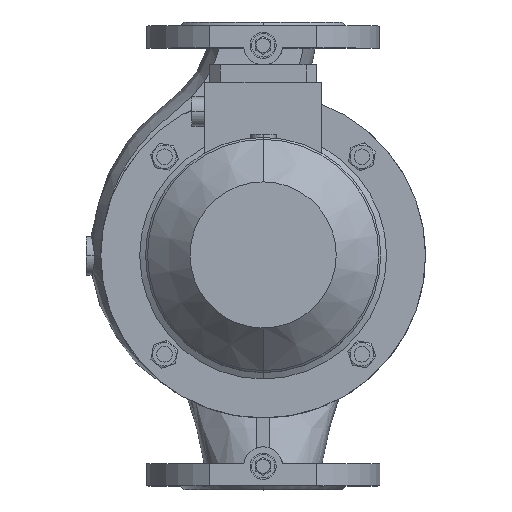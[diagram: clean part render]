
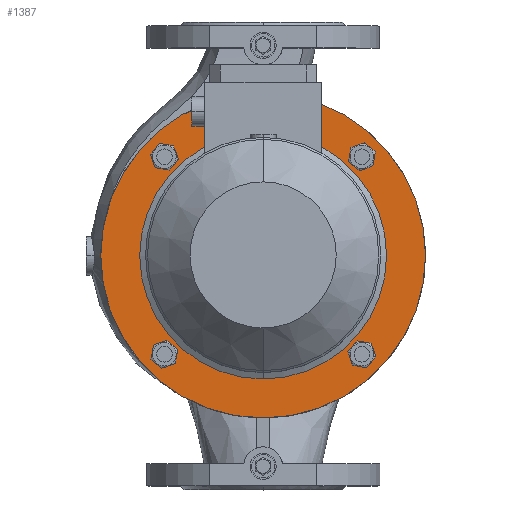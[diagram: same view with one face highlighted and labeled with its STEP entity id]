
A CAD part, top view. The second image highlights one B-rep face of the part: STEP entity #1387.
In plain terms, the highlighted planar face has unit normal (0, 0, 1).
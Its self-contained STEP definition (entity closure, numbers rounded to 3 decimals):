
#9 = EDGE_CURVE ( 'NONE', #28928, #4395, #30913, .T. ) ;
#226 = DIRECTION ( 'NONE',  ( 0., 0., -1. ) ) ;
#540 = CARTESIAN_POINT ( 'NONE',  ( 0., 125., 173. ) ) ;
#590 = DIRECTION ( 'NONE',  ( 0., -1., 0. ) ) ;
#999 = DIRECTION ( 'NONE',  ( 0., -1., 0. ) ) ;
#1175 = CARTESIAN_POINT ( 'NONE',  ( 76.014, 76.014, 173. ) ) ;
#1306 = AXIS2_PLACEMENT_3D ( 'NONE', #8338, #5340, #590 ) ;
#1349 = EDGE_CURVE ( 'NONE', #19266, #24857, #23339, .T. ) ;
#1387 = ADVANCED_FACE ( 'NONE', ( #25699, #14938, #16543, #8571, #12966, #7348 ), #28257, .T. ) ;
#1439 = AXIS2_PLACEMENT_3D ( 'NONE', #21045, #226, #2993 ) ;
#1457 = EDGE_CURVE ( 'NONE', #18802, #27480, #26866, .T. ) ;
#1643 = ORIENTED_EDGE ( 'NONE', *, *, #9, .F. ) ;
#2333 = DIRECTION ( 'NONE',  ( 0., 1., 0. ) ) ;
#2511 = DIRECTION ( 'NONE',  ( 0., 0., -1. ) ) ;
#2945 = DIRECTION ( 'NONE',  ( 0., 0., -1. ) ) ;
#2993 = DIRECTION ( 'NONE',  ( 0., 1., 0. ) ) ;
#3356 = VERTEX_POINT ( 'NONE', #27610 ) ;
#3426 = CARTESIAN_POINT ( 'NONE',  ( 76.014, -76.014, 173. ) ) ;
#3551 = EDGE_LOOP ( 'NONE', ( #29776, #7050 ) ) ;
#3710 = DIRECTION ( 'NONE',  ( 0., 0., -1. ) ) ;
#4136 = EDGE_CURVE ( 'NONE', #4395, #28928, #7674, .T. ) ;
#4295 = DIRECTION ( 'NONE',  ( 0., -1., 0. ) ) ;
#4395 = VERTEX_POINT ( 'NONE', #22148 ) ;
#4696 = VERTEX_POINT ( 'NONE', #540 ) ;
#5340 = DIRECTION ( 'NONE',  ( 0., 0., -1. ) ) ;
#6095 = EDGE_CURVE ( 'NONE', #13895, #3356, #25237, .T. ) ;
#7050 = ORIENTED_EDGE ( 'NONE', *, *, #20530, .T. ) ;
#7348 = FACE_OUTER_BOUND ( 'NONE', #26793, .T. ) ;
#7615 = AXIS2_PLACEMENT_3D ( 'NONE', #3426, #31339, #999 ) ;
#7674 = CIRCLE ( 'NONE', #30666, 9.025 ) ;
#8338 = CARTESIAN_POINT ( 'NONE',  ( 76.014, 76.014, 173. ) ) ;
#8420 = CARTESIAN_POINT ( 'NONE',  ( 0., 0., 173. ) ) ;
#8443 = CARTESIAN_POINT ( 'NONE',  ( -76.014, 76.014, 173. ) ) ;
#8571 = FACE_BOUND ( 'NONE', #25240, .T. ) ;
#8945 = EDGE_CURVE ( 'NONE', #20958, #15545, #9983, .T. ) ;
#9224 = EDGE_CURVE ( 'NONE', #4696, #24070, #17093, .T. ) ;
#9434 = AXIS2_PLACEMENT_3D ( 'NONE', #1175, #3710, #21541 ) ;
#9983 = CIRCLE ( 'NONE', #13126, 9.025 ) ;
#10455 = CIRCLE ( 'NONE', #19534, 9.025 ) ;
#10646 = EDGE_LOOP ( 'NONE', ( #17983, #19507 ) ) ;
#11557 = CARTESIAN_POINT ( 'NONE',  ( 77.581, 84.902, 173. ) ) ;
#11980 = CARTESIAN_POINT ( 'NONE',  ( 67.126, -74.447, 173. ) ) ;
#12291 = CARTESIAN_POINT ( 'NONE',  ( 0., 0., 173. ) ) ;
#12406 = EDGE_LOOP ( 'NONE', ( #17725, #22694 ) ) ;
#12886 = CARTESIAN_POINT ( 'NONE',  ( -67.126, 74.447, 173. ) ) ;
#12966 = FACE_BOUND ( 'NONE', #3551, .T. ) ;
#13027 = CARTESIAN_POINT ( 'NONE',  ( 0., 125., 173. ) ) ;
#13126 = AXIS2_PLACEMENT_3D ( 'NONE', #26052, #28393, #28501 ) ;
#13253 = DIRECTION ( 'NONE',  ( 0., 0., 1. ) ) ;
#13378 = DIRECTION ( 'NONE',  ( 0., 0., 1. ) ) ;
#13462 = DIRECTION ( 'NONE',  ( 0., 1., 0. ) ) ;
#13895 = VERTEX_POINT ( 'NONE', #11557 ) ;
#13932 = AXIS2_PLACEMENT_3D ( 'NONE', #17907, #2511, #29875 ) ;
#14442 = CARTESIAN_POINT ( 'NONE',  ( -76.014, 76.014, 173. ) ) ;
#14938 = FACE_BOUND ( 'NONE', #10646, .T. ) ;
#15545 = VERTEX_POINT ( 'NONE', #21798 ) ;
#16543 = FACE_BOUND ( 'NONE', #12406, .T. ) ;
#17093 = CIRCLE ( 'NONE', #18890, 125. ) ;
#17221 = AXIS2_PLACEMENT_3D ( 'NONE', #8420, #21799, #13462 ) ;
#17404 = DIRECTION ( 'NONE',  ( 0., 1., 0. ) ) ;
#17604 = CARTESIAN_POINT ( 'NONE',  ( 0., 0., 173. ) ) ;
#17725 = ORIENTED_EDGE ( 'NONE', *, *, #8945, .T. ) ;
#17907 = CARTESIAN_POINT ( 'NONE',  ( -76.014, -76.014, 173. ) ) ;
#17983 = ORIENTED_EDGE ( 'NONE', *, *, #1457, .T. ) ;
#18226 = CARTESIAN_POINT ( 'NONE',  ( 76.014, -76.014, 173. ) ) ;
#18802 = VERTEX_POINT ( 'NONE', #11980 ) ;
#18890 = AXIS2_PLACEMENT_3D ( 'NONE', #17604, #30384, #2333 ) ;
#19253 = EDGE_CURVE ( 'NONE', #27480, #18802, #10455, .T. ) ;
#19266 = VERTEX_POINT ( 'NONE', #28645 ) ;
#19480 = ORIENTED_EDGE ( 'NONE', *, *, #9224, .F. ) ;
#19507 = ORIENTED_EDGE ( 'NONE', *, *, #19253, .T. ) ;
#19534 = AXIS2_PLACEMENT_3D ( 'NONE', #18226, #2945, #21106 ) ;
#20342 = CIRCLE ( 'NONE', #17221, 95. ) ;
#20530 = EDGE_CURVE ( 'NONE', #24857, #19266, #20342, .T. ) ;
#20663 = EDGE_LOOP ( 'NONE', ( #29039, #30076 ) ) ;
#20958 = VERTEX_POINT ( 'NONE', #25554 ) ;
#21045 = CARTESIAN_POINT ( 'NONE',  ( 0., 0., 173. ) ) ;
#21106 = DIRECTION ( 'NONE',  ( 0., -1., 0. ) ) ;
#21134 = ORIENTED_EDGE ( 'NONE', *, *, #4136, .F. ) ;
#21541 = DIRECTION ( 'NONE',  ( 0., -1., 0. ) ) ;
#21798 = CARTESIAN_POINT ( 'NONE',  ( -77.581, -84.902, 173. ) ) ;
#21799 = DIRECTION ( 'NONE',  ( 0., 0., -1. ) ) ;
#22148 = CARTESIAN_POINT ( 'NONE',  ( -84.902, 77.581, 173. ) ) ;
#22525 = DIRECTION ( 'NONE',  ( 0., 0., -1. ) ) ;
#22694 = ORIENTED_EDGE ( 'NONE', *, *, #25578, .T. ) ;
#23339 = CIRCLE ( 'NONE', #1439, 95. ) ;
#23607 = EDGE_CURVE ( 'NONE', #3356, #13895, #32114, .T. ) ;
#23711 = CIRCLE ( 'NONE', #24934, 125. ) ;
#24070 = VERTEX_POINT ( 'NONE', #30470 ) ;
#24857 = VERTEX_POINT ( 'NONE', #29476 ) ;
#24934 = AXIS2_PLACEMENT_3D ( 'NONE', #12291, #22525, #17404 ) ;
#25237 = CIRCLE ( 'NONE', #9434, 9.025 ) ;
#25240 = EDGE_LOOP ( 'NONE', ( #1643, #21134 ) ) ;
#25554 = CARTESIAN_POINT ( 'NONE',  ( -74.447, -67.126, 173. ) ) ;
#25578 = EDGE_CURVE ( 'NONE', #15545, #20958, #25671, .T. ) ;
#25671 = CIRCLE ( 'NONE', #13932, 9.025 ) ;
#25699 = FACE_BOUND ( 'NONE', #20663, .T. ) ;
#26052 = CARTESIAN_POINT ( 'NONE',  ( -76.014, -76.014, 173. ) ) ;
#26130 = DIRECTION ( 'NONE',  ( 0., -1., 0. ) ) ;
#26793 = EDGE_LOOP ( 'NONE', ( #19480, #30216 ) ) ;
#26866 = CIRCLE ( 'NONE', #7615, 9.025 ) ;
#27480 = VERTEX_POINT ( 'NONE', #27949 ) ;
#27610 = CARTESIAN_POINT ( 'NONE',  ( 74.447, 67.126, 173. ) ) ;
#27949 = CARTESIAN_POINT ( 'NONE',  ( 84.902, -77.581, 173. ) ) ;
#28257 = PLANE ( 'NONE',  #30436 ) ;
#28393 = DIRECTION ( 'NONE',  ( 0., 0., -1. ) ) ;
#28501 = DIRECTION ( 'NONE',  ( 0., -1., 0. ) ) ;
#28645 = CARTESIAN_POINT ( 'NONE',  ( 0., 95., 173. ) ) ;
#28928 = VERTEX_POINT ( 'NONE', #12886 ) ;
#29039 = ORIENTED_EDGE ( 'NONE', *, *, #23607, .T. ) ;
#29476 = CARTESIAN_POINT ( 'NONE',  ( 0., -95., 173. ) ) ;
#29776 = ORIENTED_EDGE ( 'NONE', *, *, #1349, .T. ) ;
#29875 = DIRECTION ( 'NONE',  ( 0., -1., 0. ) ) ;
#30076 = ORIENTED_EDGE ( 'NONE', *, *, #6095, .T. ) ;
#30216 = ORIENTED_EDGE ( 'NONE', *, *, #32164, .F. ) ;
#30384 = DIRECTION ( 'NONE',  ( 0., 0., -1. ) ) ;
#30436 = AXIS2_PLACEMENT_3D ( 'NONE', #13027, #13253, #26130 ) ;
#30470 = CARTESIAN_POINT ( 'NONE',  ( 0., -125., 173. ) ) ;
#30666 = AXIS2_PLACEMENT_3D ( 'NONE', #8443, #13378, #30924 ) ;
#30913 = CIRCLE ( 'NONE', #32510, 9.025 ) ;
#30924 = DIRECTION ( 'NONE',  ( 0., -1., 0. ) ) ;
#31339 = DIRECTION ( 'NONE',  ( 0., 0., -1. ) ) ;
#32114 = CIRCLE ( 'NONE', #1306, 9.025 ) ;
#32164 = EDGE_CURVE ( 'NONE', #24070, #4696, #23711, .T. ) ;
#32197 = DIRECTION ( 'NONE',  ( 0., 0., 1. ) ) ;
#32510 = AXIS2_PLACEMENT_3D ( 'NONE', #14442, #32197, #4295 ) ;
